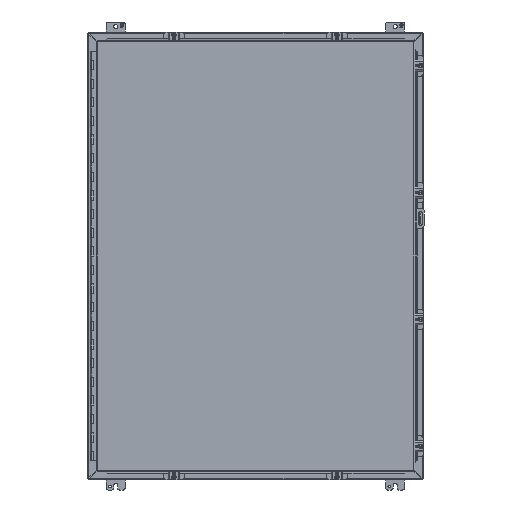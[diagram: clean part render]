
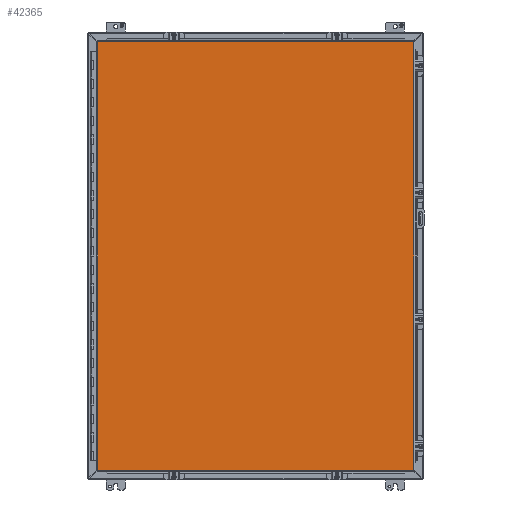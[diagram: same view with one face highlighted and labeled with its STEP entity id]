
A CAD part, front view. The second image highlights one B-rep face of the part: STEP entity #42365.
In plain terms, the highlighted planar face has unit normal (0, -1, 0).
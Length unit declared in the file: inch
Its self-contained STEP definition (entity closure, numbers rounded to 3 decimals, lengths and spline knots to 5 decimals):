
#2301 = ORIENTED_EDGE ( 'NONE', *, *, #40775, .F. ) ;
#3352 = EDGE_CURVE ( 'NONE', #24078, #34233, #51781, .T. ) ;
#15477 = VECTOR ( 'NONE', #33246, 39.37008 ) ;
#15920 = LINE ( 'NONE', #56911, #15477 ) ;
#17305 = CARTESIAN_POINT ( 'NONE',  ( -16.9545, -9.215, -22.9945 ) ) ;
#22842 = VECTOR ( 'NONE', #32502, 39.37008 ) ;
#22885 = CARTESIAN_POINT ( 'NONE',  ( 17.0175, -9.215, -22.9945 ) ) ;
#24078 = VERTEX_POINT ( 'NONE', #69353 ) ;
#24243 = VERTEX_POINT ( 'NONE', #17305 ) ;
#24691 = CARTESIAN_POINT ( 'NONE',  ( -16.9545, -9.215, 22.9945 ) ) ;
#26332 = ORIENTED_EDGE ( 'NONE', *, *, #57263, .F. ) ;
#26595 = ORIENTED_EDGE ( 'NONE', *, *, #43625, .F. ) ;
#29893 = VERTEX_POINT ( 'NONE', #45271 ) ;
#32502 = DIRECTION ( 'NONE',  ( 0., 0., -1. ) ) ;
#33246 = DIRECTION ( 'NONE',  ( 0., 0., 1. ) ) ;
#34233 = VERTEX_POINT ( 'NONE', #66753 ) ;
#38802 = CARTESIAN_POINT ( 'NONE',  ( 17.0175, -9.215, 22.9945 ) ) ;
#39634 = AXIS2_PLACEMENT_3D ( 'NONE', #76569, #56915, #58074 ) ;
#40775 = EDGE_CURVE ( 'NONE', #29893, #24078, #42422, .T. ) ;
#42042 = DIRECTION ( 'NONE',  ( 1., 0., 0. ) ) ;
#42365 = ADVANCED_FACE ( 'NONE', ( #45460 ), #75021, .T. ) ;
#42422 = LINE ( 'NONE', #24691, #55785 ) ;
#43625 = EDGE_CURVE ( 'NONE', #34233, #24243, #76851, .T. ) ;
#45271 = CARTESIAN_POINT ( 'NONE',  ( -16.9545, -9.215, 22.9945 ) ) ;
#45460 = FACE_OUTER_BOUND ( 'NONE', #59418, .T. ) ;
#46912 = DIRECTION ( 'NONE',  ( -1., 0., 0. ) ) ;
#47257 = VECTOR ( 'NONE', #46912, 39.37008 ) ;
#51781 = LINE ( 'NONE', #38802, #22842 ) ;
#55785 = VECTOR ( 'NONE', #42042, 39.37008 ) ;
#56911 = CARTESIAN_POINT ( 'NONE',  ( -16.9545, -9.215, -22.9945 ) ) ;
#56915 = DIRECTION ( 'NONE',  ( 0., -1., 0. ) ) ;
#57263 = EDGE_CURVE ( 'NONE', #24243, #29893, #15920, .T. ) ;
#58074 = DIRECTION ( 'NONE',  ( 0., 0., -1. ) ) ;
#59418 = EDGE_LOOP ( 'NONE', ( #65570, #2301, #26332, #26595 ) ) ;
#65570 = ORIENTED_EDGE ( 'NONE', *, *, #3352, .F. ) ;
#66753 = CARTESIAN_POINT ( 'NONE',  ( 17.0175, -9.215, -22.9945 ) ) ;
#69353 = CARTESIAN_POINT ( 'NONE',  ( 17.0175, -9.215, 22.9945 ) ) ;
#75021 = PLANE ( 'NONE',  #39634 ) ;
#76569 = CARTESIAN_POINT ( 'NONE',  ( -16.9545, -9.215, -22.9945 ) ) ;
#76851 = LINE ( 'NONE', #22885, #47257 ) ;
